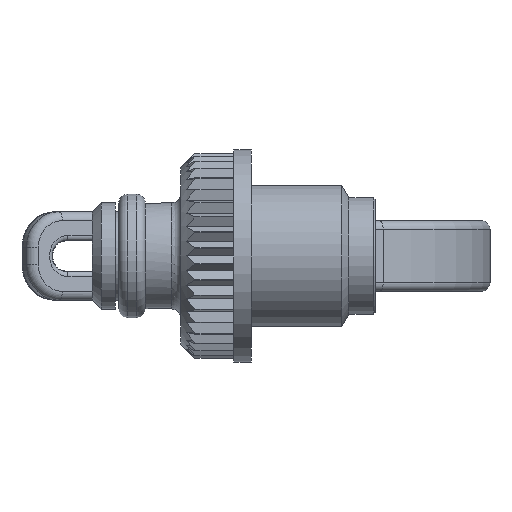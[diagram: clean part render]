
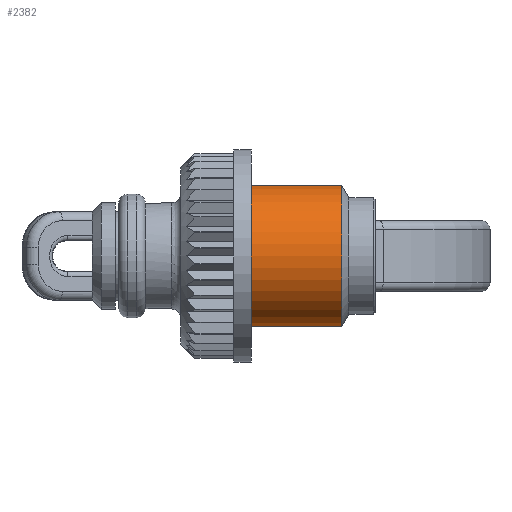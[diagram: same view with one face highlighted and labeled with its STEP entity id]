
A CAD part, front view. The second image highlights one B-rep face of the part: STEP entity #2382.
In plain terms, the highlighted cylindrical face has radius 4 mm (diameter 8 mm), a full revolution.
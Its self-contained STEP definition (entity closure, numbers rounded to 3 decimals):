
#2382=ADVANCED_FACE('',(#3148,#3149),#2918,.T.);
#2918=CYLINDRICAL_SURFACE('',#8781,4.);
#3148=FACE_BOUND('',#3199,.T.);
#3149=FACE_BOUND('',#3200,.T.);
#3199=EDGE_LOOP('',(#3762));
#3200=EDGE_LOOP('',(#3763));
#3762=ORIENTED_EDGE('',*,*,#7086,.T.);
#3763=ORIENTED_EDGE('',*,*,#7087,.T.);
#6320=VERTEX_POINT('',#12466);
#6321=VERTEX_POINT('',#12468);
#7086=EDGE_CURVE('',#6320,#6320,#8365,.T.);
#7087=EDGE_CURVE('',#6321,#6321,#8366,.T.);
#8365=CIRCLE('',#8779,4.);
#8366=CIRCLE('',#8780,4.);
#8779=AXIS2_PLACEMENT_3D('',#12465,#9790,#9791);
#8780=AXIS2_PLACEMENT_3D('',#12467,#9792,#9793);
#8781=AXIS2_PLACEMENT_3D('',#12469,#9794,#9795);
#9790=DIRECTION('',(-1.,0.,0.));
#9791=DIRECTION('',(0.,0.,-1.));
#9792=DIRECTION('',(1.,0.,0.));
#9793=DIRECTION('',(0.,0.,-1.));
#9794=DIRECTION('',(1.,0.,0.));
#9795=DIRECTION('',(0.,0.,-1.));
#12465=CARTESIAN_POINT('',(14.096,0.,0.));
#12466=CARTESIAN_POINT('',(14.096,0.,-4.));
#12467=CARTESIAN_POINT('',(9.,0.,0.));
#12468=CARTESIAN_POINT('',(9.,0.,-4.));
#12469=CARTESIAN_POINT('',(9.,0.,0.));
